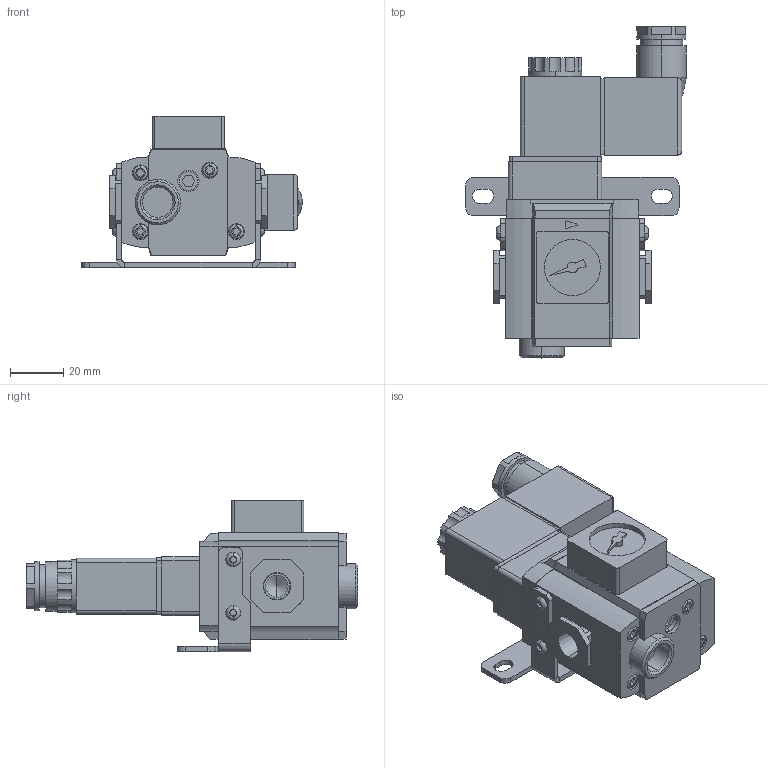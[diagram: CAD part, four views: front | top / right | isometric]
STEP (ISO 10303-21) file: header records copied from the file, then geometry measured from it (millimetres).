
FILE_DESCRIPTION (( 'STEP AP203' ), '1' );
FILE_NAME ('ASD-21-24D.step', '2015-11-09T22:42:54', ( '' ), ( '' ), 'SwSTEP 2.0', 'SolidWorks 2015', '' );
FILE_SCHEMA (( 'CONFIG_CONTROL_DESIGN' ));
Length unit declared in the file: millimetre
Products named in the file (1): ASD-21-24D
Bounding box: 82.7 x 124.5 x 56.7 mm (x, y, z)
Volume: 166361.3 mm3; surface area: 46435.9 mm2
Topology: 22 solids, 22 shells, 568 faces, 1401 edges, 916 vertices
Faces by surface type: plane 363, cylinder 168, torus 24, cone 12, bspline 1
Entity records: 17034 total; most frequent: CARTESIAN_POINT 3194, DIRECTION 2928, ORIENTED_EDGE 2794, EDGE_CURVE 1397, AXIS2_PLACEMENT_3D 1029, VERTEX_POINT 916, VECTOR 870, LINE 870
